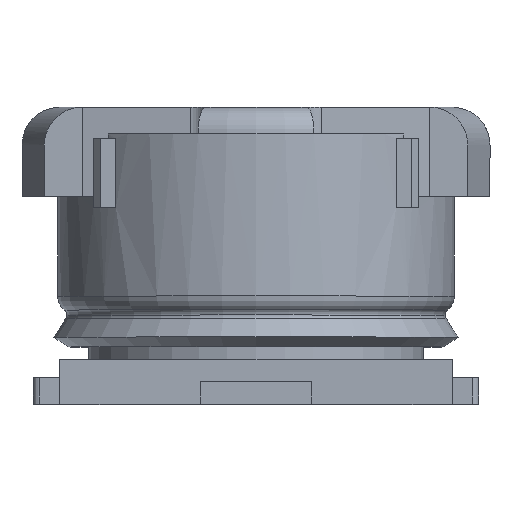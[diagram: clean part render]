
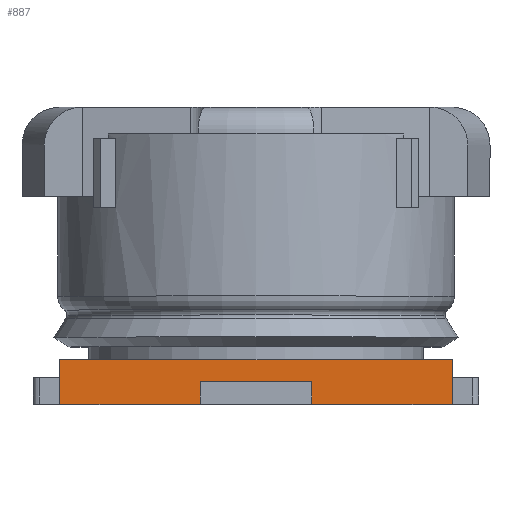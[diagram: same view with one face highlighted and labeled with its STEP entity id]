
A CAD part, top view. The second image highlights one B-rep face of the part: STEP entity #887.
In plain terms, the highlighted planar face has unit normal (0, 0, 1).
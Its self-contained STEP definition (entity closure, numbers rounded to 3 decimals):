
#140 = VERTEX_POINT ( 'NONE', #1357 ) ;
#191 = CARTESIAN_POINT ( 'NONE',  ( 0.88, 0.2, 0.84 ) ) ;
#750 = DIRECTION ( 'NONE',  ( -1., 0., 0. ) ) ;
#887 = ADVANCED_FACE ( 'NONE', ( #6323 ), #9161, .F. ) ;
#1028 = EDGE_CURVE ( 'NONE', #140, #5747, #3044, .T. ) ;
#1155 = VECTOR ( 'NONE', #8440, 1000. ) ;
#1357 = CARTESIAN_POINT ( 'NONE',  ( -0.88, 0., 0.84 ) ) ;
#1576 = ORIENTED_EDGE ( 'NONE', *, *, #5327, .F. ) ;
#1783 = CARTESIAN_POINT ( 'NONE',  ( 0.88, 0., 0.84 ) ) ;
#1788 = CARTESIAN_POINT ( 'NONE',  ( 0.88, 0.2, 0.84 ) ) ;
#1815 = LINE ( 'NONE', #3839, #10785 ) ;
#1917 = DIRECTION ( 'NONE',  ( 1., 0., 0. ) ) ;
#1964 = VECTOR ( 'NONE', #7390, 1000. ) ;
#2123 = EDGE_CURVE ( 'NONE', #5762, #9764, #3722, .T. ) ;
#2125 = AXIS2_PLACEMENT_3D ( 'NONE', #1788, #7207, #750 ) ;
#2800 = EDGE_LOOP ( 'NONE', ( #3564, #10999, #7670, #4321, #1576, #12957, #11504, #9757 ) ) ;
#2943 = LINE ( 'NONE', #12136, #7687 ) ;
#2981 = CARTESIAN_POINT ( 'NONE',  ( 0.25, 0., 0.84 ) ) ;
#3044 = LINE ( 'NONE', #7826, #12724 ) ;
#3564 = ORIENTED_EDGE ( 'NONE', *, *, #12189, .T. ) ;
#3722 = LINE ( 'NONE', #1783, #9907 ) ;
#3839 = CARTESIAN_POINT ( 'NONE',  ( 0.88, 0.2, 0.84 ) ) ;
#4200 = CARTESIAN_POINT ( 'NONE',  ( -0.265, 0.1, 0.84 ) ) ;
#4321 = ORIENTED_EDGE ( 'NONE', *, *, #4979, .F. ) ;
#4784 = EDGE_CURVE ( 'NONE', #7995, #140, #10283, .T. ) ;
#4979 = EDGE_CURVE ( 'NONE', #11310, #9764, #1815, .T. ) ;
#5028 = CARTESIAN_POINT ( 'NONE',  ( 0.25, 0., 0.84 ) ) ;
#5096 = LINE ( 'NONE', #4200, #12955 ) ;
#5126 = VECTOR ( 'NONE', #6327, 1000. ) ;
#5327 = EDGE_CURVE ( 'NONE', #7995, #11310, #12594, .T. ) ;
#5747 = VERTEX_POINT ( 'NONE', #7586 ) ;
#5762 = VERTEX_POINT ( 'NONE', #2981 ) ;
#6293 = CARTESIAN_POINT ( 'NONE',  ( -0.88, 0.2, 0.84 ) ) ;
#6323 = FACE_OUTER_BOUND ( 'NONE', #2800, .T. ) ;
#6327 = DIRECTION ( 'NONE',  ( 0., 1., 0. ) ) ;
#6364 = VERTEX_POINT ( 'NONE', #6473 ) ;
#6473 = CARTESIAN_POINT ( 'NONE',  ( 0.25, 0.1, 0.84 ) ) ;
#7207 = DIRECTION ( 'NONE',  ( 0., 0., -1. ) ) ;
#7237 = CARTESIAN_POINT ( 'NONE',  ( 0.88, 0.2, 0.84 ) ) ;
#7390 = DIRECTION ( 'NONE',  ( 1., 0., 0. ) ) ;
#7401 = VERTEX_POINT ( 'NONE', #8935 ) ;
#7586 = CARTESIAN_POINT ( 'NONE',  ( -0.25, 0., 0.84 ) ) ;
#7670 = ORIENTED_EDGE ( 'NONE', *, *, #2123, .T. ) ;
#7687 = VECTOR ( 'NONE', #11031, 1000. ) ;
#7826 = CARTESIAN_POINT ( 'NONE',  ( 0.88, 0., 0.84 ) ) ;
#7857 = LINE ( 'NONE', #5028, #5126 ) ;
#7995 = VERTEX_POINT ( 'NONE', #9243 ) ;
#8440 = DIRECTION ( 'NONE',  ( 0., -1., 0. ) ) ;
#8520 = DIRECTION ( 'NONE',  ( 1., 0., 0. ) ) ;
#8935 = CARTESIAN_POINT ( 'NONE',  ( -0.25, 0.1, 0.84 ) ) ;
#9161 = PLANE ( 'NONE',  #2125 ) ;
#9243 = CARTESIAN_POINT ( 'NONE',  ( -0.88, 0.2, 0.84 ) ) ;
#9705 = DIRECTION ( 'NONE',  ( 1., 0., 0. ) ) ;
#9757 = ORIENTED_EDGE ( 'NONE', *, *, #10328, .F. ) ;
#9764 = VERTEX_POINT ( 'NONE', #13067 ) ;
#9907 = VECTOR ( 'NONE', #1917, 1000. ) ;
#10054 = DIRECTION ( 'NONE',  ( 0., -1., 0. ) ) ;
#10283 = LINE ( 'NONE', #6293, #1155 ) ;
#10328 = EDGE_CURVE ( 'NONE', #7401, #5747, #2943, .T. ) ;
#10785 = VECTOR ( 'NONE', #10054, 1000. ) ;
#10999 = ORIENTED_EDGE ( 'NONE', *, *, #11142, .F. ) ;
#11031 = DIRECTION ( 'NONE',  ( 0., -1., 0. ) ) ;
#11142 = EDGE_CURVE ( 'NONE', #5762, #6364, #7857, .T. ) ;
#11310 = VERTEX_POINT ( 'NONE', #7237 ) ;
#11504 = ORIENTED_EDGE ( 'NONE', *, *, #1028, .T. ) ;
#12136 = CARTESIAN_POINT ( 'NONE',  ( -0.25, 0., 0.84 ) ) ;
#12189 = EDGE_CURVE ( 'NONE', #7401, #6364, #5096, .T. ) ;
#12594 = LINE ( 'NONE', #191, #1964 ) ;
#12724 = VECTOR ( 'NONE', #8520, 1000. ) ;
#12955 = VECTOR ( 'NONE', #9705, 1000. ) ;
#12957 = ORIENTED_EDGE ( 'NONE', *, *, #4784, .T. ) ;
#13067 = CARTESIAN_POINT ( 'NONE',  ( 0.88, 0., 0.84 ) ) ;
